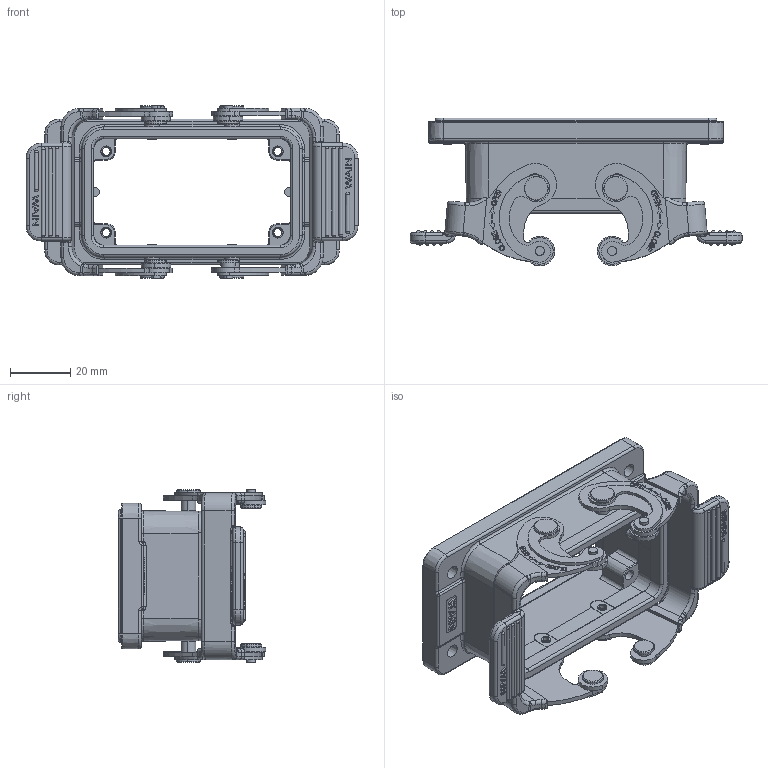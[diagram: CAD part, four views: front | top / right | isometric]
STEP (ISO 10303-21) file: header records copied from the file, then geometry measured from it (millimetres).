
FILE_DESCRIPTION((''),'2;1');
FILE_NAME('BREP_WITH_VOIDS_73836_1','2018-09-03T',('sy.ji'),(''),'PRO/ENGINEER BY PARAMETRIC TECHNOLOGY CORPORATION, 2014310','PRO/ENGINEER BY PARAMETRIC TECHNOLOGY CORPORATION, 2014310','');
FILE_SCHEMA(('CONFIG_CONTROL_DESIGN'));
Products named in the file (1): BREP_WITH_VOIDS_73836_1
Bounding box: 110.3 x 49.05 x 57.5 mm (x, y, z)
Volume: 50407.6 mm3; surface area: 38657.2 mm2
Topology: 4 solids, 13 shells, 2009 faces, 5549 edges, 3637 vertices
Faces by surface type: plane 897, cylinder 525, extrusion 156, torus 143, cone 128, bspline 84, sphere 76
Entity records: 75326 total; most frequent: CARTESIAN_POINT 19477, ORIENTED_EDGE 10990, DIRECTION 10051, EDGE_CURVE 5495, VERTEX_POINT 3637, AXIS2_PLACEMENT_3D 3504, VECTOR 3043, LINE 2887
